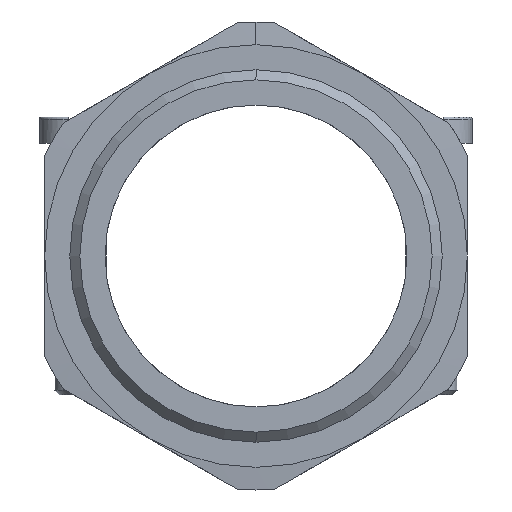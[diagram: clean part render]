
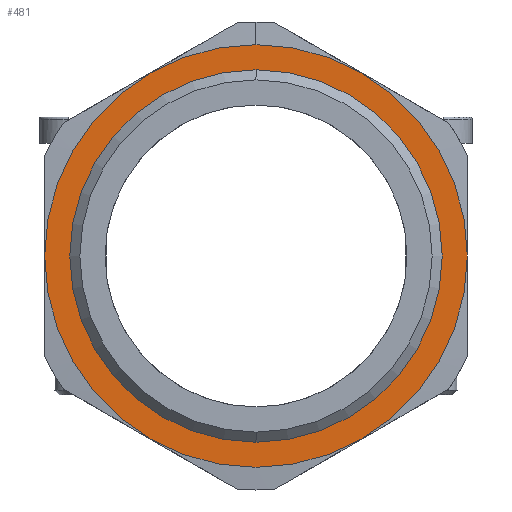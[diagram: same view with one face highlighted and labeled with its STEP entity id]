
A CAD part, front view. The second image highlights one B-rep face of the part: STEP entity #481.
In plain terms, the highlighted planar face has unit normal (0, -1, 0).
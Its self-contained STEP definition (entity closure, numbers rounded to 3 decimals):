
#49=FACE_BOUND('',#755,.T.);
#50=FACE_BOUND('',#756,.T.);
#77=PLANE('',#2446);
#481=ADVANCED_FACE('',(#49,#50),#77,.T.);
#755=EDGE_LOOP('',(#1189,#1190,#1191,#1192,#1193,#1194,#1195));
#756=EDGE_LOOP('',(#1196,#1197));
#877=CIRCLE('',#2382,18.15);
#879=CIRCLE('',#2385,21.);
#905=CIRCLE('',#2433,21.);
#906=CIRCLE('',#2435,21.);
#907=CIRCLE('',#2437,21.);
#908=CIRCLE('',#2439,21.);
#909=CIRCLE('',#2441,21.);
#910=CIRCLE('',#2443,21.);
#911=CIRCLE('',#2445,18.15);
#1189=ORIENTED_EDGE('',*,*,#2060,.T.);
#1190=ORIENTED_EDGE('',*,*,#2067,.T.);
#1191=ORIENTED_EDGE('',*,*,#2064,.T.);
#1192=ORIENTED_EDGE('',*,*,#1974,.T.);
#1193=ORIENTED_EDGE('',*,*,#2062,.T.);
#1194=ORIENTED_EDGE('',*,*,#2061,.T.);
#1195=ORIENTED_EDGE('',*,*,#2059,.T.);
#1196=ORIENTED_EDGE('',*,*,#2068,.F.);
#1197=ORIENTED_EDGE('',*,*,#1972,.F.);
#1736=VERTEX_POINT('',#3470);
#1737=VERTEX_POINT('',#3472);
#1738=VERTEX_POINT('',#3476);
#1739=VERTEX_POINT('',#3477);
#1765=VERTEX_POINT('',#3544);
#1770=VERTEX_POINT('',#3561);
#1782=VERTEX_POINT('',#3603);
#1783=VERTEX_POINT('',#3614);
#1795=VERTEX_POINT('',#3713);
#1972=EDGE_CURVE('',#1736,#1737,#877,.T.);
#1974=EDGE_CURVE('',#1738,#1739,#879,.T.);
#2059=EDGE_CURVE('',#1782,#1783,#905,.T.);
#2060=EDGE_CURVE('',#1783,#1765,#906,.T.);
#2061=EDGE_CURVE('',#1770,#1782,#907,.T.);
#2062=EDGE_CURVE('',#1739,#1770,#908,.T.);
#2064=EDGE_CURVE('',#1795,#1738,#909,.T.);
#2067=EDGE_CURVE('',#1765,#1795,#910,.T.);
#2068=EDGE_CURVE('',#1737,#1736,#911,.T.);
#2382=AXIS2_PLACEMENT_3D('',#3471,#2702,#2703);
#2385=AXIS2_PLACEMENT_3D('',#3475,#2708,#2709);
#2433=AXIS2_PLACEMENT_3D('',#3700,#2844,#2845);
#2435=AXIS2_PLACEMENT_3D('',#3702,#2848,#2849);
#2437=AXIS2_PLACEMENT_3D('',#3704,#2852,#2853);
#2439=AXIS2_PLACEMENT_3D('',#3706,#2856,#2857);
#2441=AXIS2_PLACEMENT_3D('',#3712,#2860,#2861);
#2443=AXIS2_PLACEMENT_3D('',#3723,#2864,#2865);
#2445=AXIS2_PLACEMENT_3D('',#3725,#2868,#2869);
#2446=AXIS2_PLACEMENT_3D('',#3726,#2870,#2871);
#2702=DIRECTION('',(0.,-1.,0.));
#2703=DIRECTION('',(0.,0.,-1.));
#2708=DIRECTION('',(0.,-1.,0.));
#2709=DIRECTION('',(0.,0.,-1.));
#2844=DIRECTION('',(0.,-1.,0.));
#2845=DIRECTION('',(0.,0.,-1.));
#2848=DIRECTION('',(0.,-1.,0.));
#2849=DIRECTION('',(0.,0.,-1.));
#2852=DIRECTION('',(0.,-1.,0.));
#2853=DIRECTION('',(0.,0.,-1.));
#2856=DIRECTION('',(0.,-1.,0.));
#2857=DIRECTION('',(0.,0.,-1.));
#2860=DIRECTION('',(0.,-1.,0.));
#2861=DIRECTION('',(0.,0.,-1.));
#2864=DIRECTION('',(0.,-1.,0.));
#2865=DIRECTION('',(0.,0.,-1.));
#2868=DIRECTION('',(0.,-1.,0.));
#2869=DIRECTION('',(0.,0.,-1.));
#2870=DIRECTION('',(0.,-1.,0.));
#2871=DIRECTION('',(0.,0.,1.));
#3470=CARTESIAN_POINT('',(19.831,-8.394,18.15));
#3471=CARTESIAN_POINT('',(19.831,-8.394,0.));
#3472=CARTESIAN_POINT('',(19.831,-8.394,-18.15));
#3475=CARTESIAN_POINT('',(19.831,-8.394,0.));
#3476=CARTESIAN_POINT('',(19.831,-8.394,21.));
#3477=CARTESIAN_POINT('',(9.331,-8.394,18.187));
#3544=CARTESIAN_POINT('',(40.831,-8.394,0.));
#3561=CARTESIAN_POINT('',(-1.169,-8.394,0.));
#3603=CARTESIAN_POINT('',(9.331,-8.394,-18.187));
#3614=CARTESIAN_POINT('',(30.331,-8.394,-18.187));
#3700=CARTESIAN_POINT('',(19.831,-8.394,0.));
#3702=CARTESIAN_POINT('',(19.831,-8.394,0.));
#3704=CARTESIAN_POINT('',(19.831,-8.394,0.));
#3706=CARTESIAN_POINT('',(19.831,-8.394,0.));
#3712=CARTESIAN_POINT('',(19.831,-8.394,0.));
#3713=CARTESIAN_POINT('',(30.331,-8.394,18.187));
#3723=CARTESIAN_POINT('',(19.831,-8.394,0.));
#3725=CARTESIAN_POINT('',(19.831,-8.394,0.));
#3726=CARTESIAN_POINT('',(40.831,-8.394,0.));
